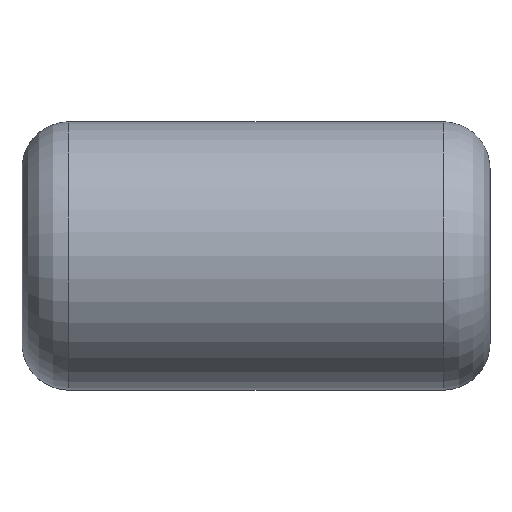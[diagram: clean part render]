
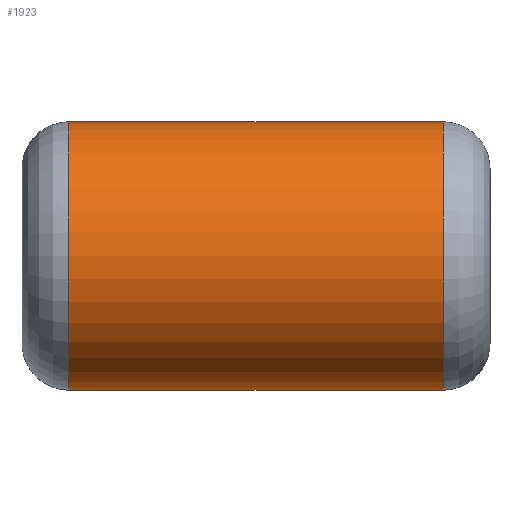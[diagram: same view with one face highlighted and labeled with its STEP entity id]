
A CAD part, top view. The second image highlights one B-rep face of the part: STEP entity #1923.
In plain terms, the highlighted cylindrical face has radius 5.1 mm (diameter 10.2 mm), a partial arc.
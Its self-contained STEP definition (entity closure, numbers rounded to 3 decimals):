
#1523=CARTESIAN_POINT('',(7.12,5.1,15.0));
#1524=VERTEX_POINT('',#1523);
#1573=CARTESIAN_POINT('',(-7.12,5.1,15.0));
#1574=VERTEX_POINT('',#1573);
#1692=CARTESIAN_POINT('',(7.12,-5.1,15.0));
#1693=VERTEX_POINT('',#1692);
#1765=CARTESIAN_POINT('',(-0.0,5.1,15.0));
#1766=DIRECTION('',(-1.0,0.0,0.0));
#1767=VECTOR('',#1766,1.0);
#1768=LINE('',#1765,#1767);
#1769=EDGE_CURVE('n� 72',#1524,#1574,#1768,.T.);
#1824=CARTESIAN_POINT('',(-7.12,-5.1,15.0));
#1825=VERTEX_POINT('',#1824);
#1849=CARTESIAN_POINT('',(0.0,-5.1,15.0));
#1850=DIRECTION('',(1.0,-0.0,0.0));
#1851=VECTOR('',#1850,1.0);
#1852=LINE('',#1849,#1851);
#1853=EDGE_CURVE('n� 10',#1825,#1693,#1852,.T.);
#1870=CARTESIAN_POINT('',(7.12,-0.0,15.0));
#1871=DIRECTION('',(-1.0,-0.0,-0.0));
#1872=DIRECTION('',(0.0,1.0,0.0));
#1873=AXIS2_PLACEMENT_3D('',#1870,#1871,#1872);
#1874=CIRCLE('',#1873,5.1);
#1875=EDGE_CURVE('n� 14',#1693,#1524,#1874,.T.);
#1890=CARTESIAN_POINT('',(-7.12,-0.0,15.0));
#1891=DIRECTION('',(1.0,0.0,0.0));
#1892=DIRECTION('',(0.0,1.0,0.0));
#1893=AXIS2_PLACEMENT_3D('',#1890,#1891,#1892);
#1894=CIRCLE('',#1893,5.1);
#1895=EDGE_CURVE('n� 21',#1574,#1825,#1894,.T.);
#1912=ORIENTED_EDGE('',*,*,#1875,.T.);
#1913=ORIENTED_EDGE('',*,*,#1769,.T.);
#1914=ORIENTED_EDGE('',*,*,#1895,.T.);
#1915=ORIENTED_EDGE('',*,*,#1853,.T.);
#1916=EDGE_LOOP('',(#1912,#1913,#1914,#1915));
#1917=FACE_OUTER_BOUND('',#1916,.T.);
#1918=CARTESIAN_POINT('',(0.0,-0.0,15.0));
#1919=DIRECTION('',(1.0,0.0,0.0));
#1920=DIRECTION('',(0.0,1.0,0.0));
#1921=AXIS2_PLACEMENT_3D('',#1918,#1919,#1920);
#1922=CYLINDRICAL_SURFACE('',#1921,5.1);
#1923=ADVANCED_FACE('n� 2',(#1917),#1922,.T.);
